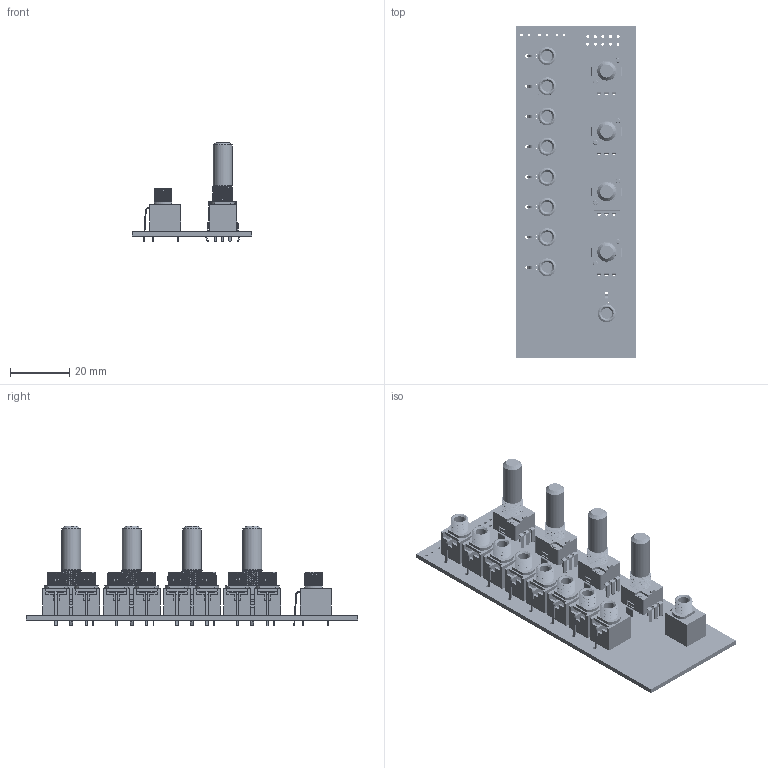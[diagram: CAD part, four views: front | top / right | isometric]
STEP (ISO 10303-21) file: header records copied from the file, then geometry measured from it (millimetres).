
FILE_DESCRIPTION(('KiCad electronic assembly'),'2;1');
FILE_NAME('main-3D.step','2021-01-17T13:09:01',('An Author'),( 'A Company'),'Open CASCADE STEP processor 7.4', 'KiCad to STEP converter','Unknown');
FILE_SCHEMA(('AUTOMOTIVE_DESIGN { 1 0 10303 214 1 1 1 1 }'));
Length unit declared in the file: millimetre
Products named in the file (8): Open CASCADE STEP translator 7.4 1; PJ301M-12_Thonkiconn_v0.2; SOLID; ALPHA-RD901F-40; COMPOUND
Assembly tree (18 placements, depth 3):
  Open CASCADE STEP translator 7.4 1
    PJ301M-12_Thonkiconn_v0.2  x9
      SOLID
      SOLID
      SOLID
    ALPHA-RD901F-40  x4
      SOLID
    COMPOUND
Bounding box: 40.3 x 111.76 x 33.64 mm (x, y, z)
Volume: 16365.1 mm3; surface area: 24211.9 mm2
Topology: 32 solids, 32 shells, 1890 faces, 4587 edges, 2798 vertices
Faces by surface type: plane 1291, cylinder 399, bspline 158, cone 26, torus 16
Full cylindrical faces by diameter (mm): 0.8 x6, 1 x12, 1.016 x10, 1.22 x9, 1.42 x9, 1.43 x9, 1.6 x16, 3.6 x9, 3.966 x9, 6.35 x4
Entity records: 50576 total; most frequent: CARTESIAN_POINT 24091, DIRECTION 4477, LINE 2759, VECTOR 2759, ORIENTED_EDGE 2308, PCURVE 2308, DEFINITIONAL_REPRESENTATION 2308, EDGE_CURVE 1154
